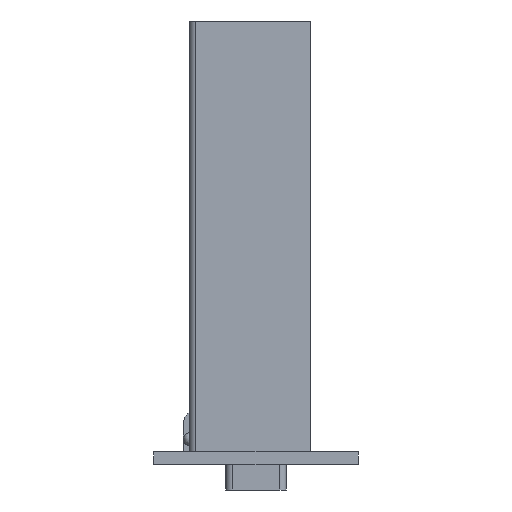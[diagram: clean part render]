
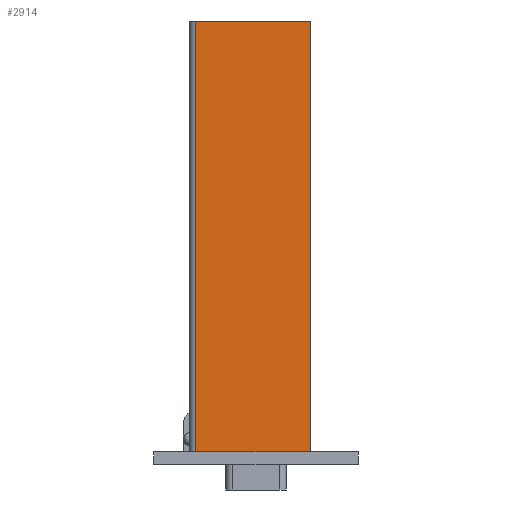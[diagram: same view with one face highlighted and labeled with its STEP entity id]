
A CAD part, left-side view. The second image highlights one B-rep face of the part: STEP entity #2914.
In plain terms, the highlighted planar face has unit normal (-1, 0, 0).
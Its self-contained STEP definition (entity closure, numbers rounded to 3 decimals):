
#572=ORIENTED_EDGE('',*,*,#1394,.F.);
#573=ORIENTED_EDGE('',*,*,#1409,.T.);
#574=ORIENTED_EDGE('',*,*,#1349,.T.);
#575=ORIENTED_EDGE('',*,*,#1385,.F.);
#1349=EDGE_CURVE('',#1780,#1781,#2023,.T.);
#1385=EDGE_CURVE('',#1809,#1781,#2045,.T.);
#1394=EDGE_CURVE('',#1816,#1809,#2050,.T.);
#1409=EDGE_CURVE('',#1816,#1780,#2063,.T.);
#1780=VERTEX_POINT('',#4672);
#1781=VERTEX_POINT('',#4673);
#1809=VERTEX_POINT('',#4738);
#1816=VERTEX_POINT('',#4756);
#2023=LINE('',#4671,#2292);
#2045=LINE('',#4739,#2314);
#2050=LINE('',#4755,#2319);
#2063=LINE('',#4785,#2332);
#2292=VECTOR('',#3664,1000.);
#2314=VECTOR('',#3718,1000.);
#2319=VECTOR('',#3733,1000.);
#2332=VECTOR('',#3760,1000.);
#2491=EDGE_LOOP('',(#572,#573,#574,#575));
#2672=FACE_BOUND('',#2491,.T.);
#2834=PLANE('',#3178);
#2914=ADVANCED_FACE('',(#2672),#2834,.F.);
#3178=AXIS2_PLACEMENT_3D('',#4784,#3758,#3759);
#3664=DIRECTION('',(0.,-1.,0.));
#3718=DIRECTION('',(0.,0.,-1.));
#3733=DIRECTION('',(0.,-1.,0.));
#3758=DIRECTION('',(1.,0.,0.));
#3759=DIRECTION('',(0.,0.,-1.));
#3760=DIRECTION('',(0.,0.,-1.));
#4671=CARTESIAN_POINT('',(-18.,9.5,0.));
#4672=CARTESIAN_POINT('',(-18.,8.5,0.));
#4673=CARTESIAN_POINT('',(-18.,-9.5,0.));
#4738=CARTESIAN_POINT('',(-18.,-9.5,69.5));
#4739=CARTESIAN_POINT('',(-18.,-9.5,69.));
#4755=CARTESIAN_POINT('',(-18.,9.5,69.5));
#4756=CARTESIAN_POINT('',(-18.,8.5,69.5));
#4784=CARTESIAN_POINT('',(-18.,9.5,69.));
#4785=CARTESIAN_POINT('',(-18.,8.5,69.));
